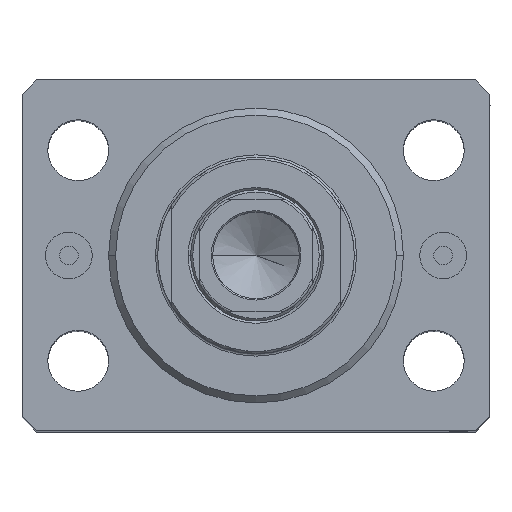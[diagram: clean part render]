
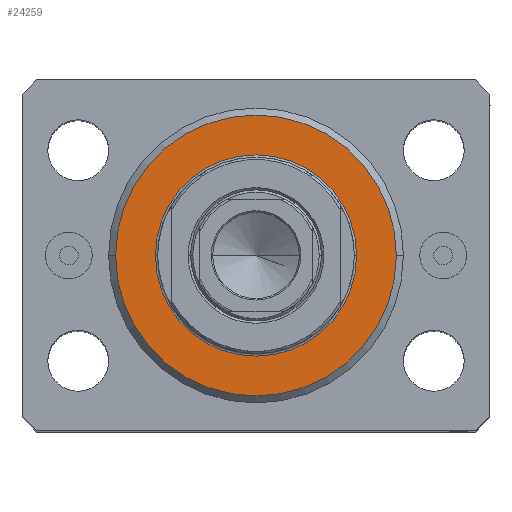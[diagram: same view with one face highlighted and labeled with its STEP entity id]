
A CAD part, top view. The second image highlights one B-rep face of the part: STEP entity #24259.
In plain terms, the highlighted face is planar.
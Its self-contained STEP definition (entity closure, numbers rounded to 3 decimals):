
#107 = CARTESIAN_POINT ( 'NONE',  ( 0., 0., 0. ) ) ;
#1293 = AXIS2_PLACEMENT_3D ( 'NONE', #9245, #36913, #40271 ) ;
#1521 = AXIS2_PLACEMENT_3D ( 'NONE', #107, #38103, #25051 ) ;
#3496 = CARTESIAN_POINT ( 'NONE',  ( 0., 0., 0. ) ) ;
#8761 = CARTESIAN_POINT ( 'NONE',  ( -21.5, 0., 0. ) ) ;
#9029 = VERTEX_POINT ( 'NONE', #17404 ) ;
#9245 = CARTESIAN_POINT ( 'NONE',  ( 0., 0., 0. ) ) ;
#9795 = FACE_OUTER_BOUND ( 'NONE', #20635, .T. ) ;
#10155 = CARTESIAN_POINT ( 'NONE',  ( 21.5, 0., 0. ) ) ;
#15468 = EDGE_CURVE ( 'NONE', #43296, #9029, #18476, .T. ) ;
#16356 = EDGE_CURVE ( 'NONE', #27733, #30555, #39363, .T. ) ;
#16867 = ORIENTED_EDGE ( 'NONE', *, *, #16356, .T. ) ;
#17404 = CARTESIAN_POINT ( 'NONE',  ( 30., 0., 0. ) ) ;
#17688 = ORIENTED_EDGE ( 'NONE', *, *, #30327, .T. ) ;
#17905 = EDGE_CURVE ( 'NONE', #30555, #27733, #24295, .T. ) ;
#18476 = CIRCLE ( 'NONE', #34999, 30. ) ;
#18691 = DIRECTION ( 'NONE',  ( 1., 0., 0. ) ) ;
#20635 = EDGE_LOOP ( 'NONE', ( #17688, #20745 ) ) ;
#20745 = ORIENTED_EDGE ( 'NONE', *, *, #15468, .T. ) ;
#23426 = CARTESIAN_POINT ( 'NONE',  ( -30., 0., 0. ) ) ;
#23578 = ORIENTED_EDGE ( 'NONE', *, *, #17905, .T. ) ;
#24259 = ADVANCED_FACE ( 'NONE', ( #33873, #9795 ), #37235, .F. ) ;
#24295 = CIRCLE ( 'NONE', #42981, 21.5 ) ;
#24365 = AXIS2_PLACEMENT_3D ( 'NONE', #3496, #27109, #34088 ) ;
#25051 = DIRECTION ( 'NONE',  ( 1., 0., 0. ) ) ;
#25443 = DIRECTION ( 'NONE',  ( 0., 0., -1. ) ) ;
#27109 = DIRECTION ( 'NONE',  ( 0., 0., 1. ) ) ;
#27733 = VERTEX_POINT ( 'NONE', #8761 ) ;
#28698 = CARTESIAN_POINT ( 'NONE',  ( 0., 0., 0. ) ) ;
#30327 = EDGE_CURVE ( 'NONE', #9029, #43296, #34547, .T. ) ;
#30555 = VERTEX_POINT ( 'NONE', #10155 ) ;
#31847 = EDGE_LOOP ( 'NONE', ( #23578, #16867 ) ) ;
#33873 = FACE_BOUND ( 'NONE', #31847, .T. ) ;
#34088 = DIRECTION ( 'NONE',  ( 1., 0., 0. ) ) ;
#34547 = CIRCLE ( 'NONE', #1521, 30. ) ;
#34999 = AXIS2_PLACEMENT_3D ( 'NONE', #42087, #25443, #18691 ) ;
#35658 = DIRECTION ( 'NONE',  ( 0., 0., 1. ) ) ;
#36913 = DIRECTION ( 'NONE',  ( 0., 0., 1. ) ) ;
#37235 = PLANE ( 'NONE',  #24365 ) ;
#38103 = DIRECTION ( 'NONE',  ( 0., 0., -1. ) ) ;
#39363 = CIRCLE ( 'NONE', #1293, 21.5 ) ;
#40271 = DIRECTION ( 'NONE',  ( 1., 0., 0. ) ) ;
#42087 = CARTESIAN_POINT ( 'NONE',  ( 0., 0., 0. ) ) ;
#42168 = DIRECTION ( 'NONE',  ( 1., 0., 0. ) ) ;
#42981 = AXIS2_PLACEMENT_3D ( 'NONE', #28698, #35658, #42168 ) ;
#43296 = VERTEX_POINT ( 'NONE', #23426 ) ;
